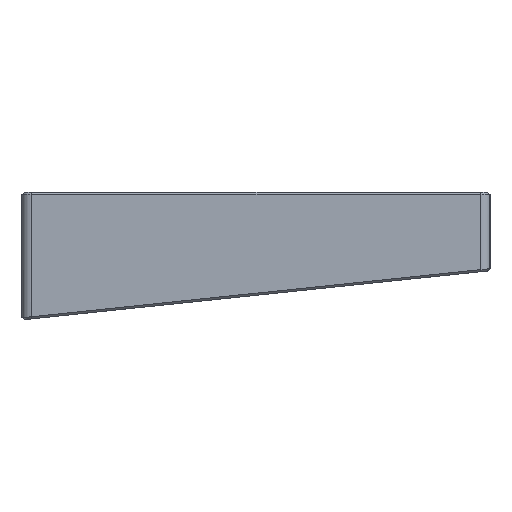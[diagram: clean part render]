
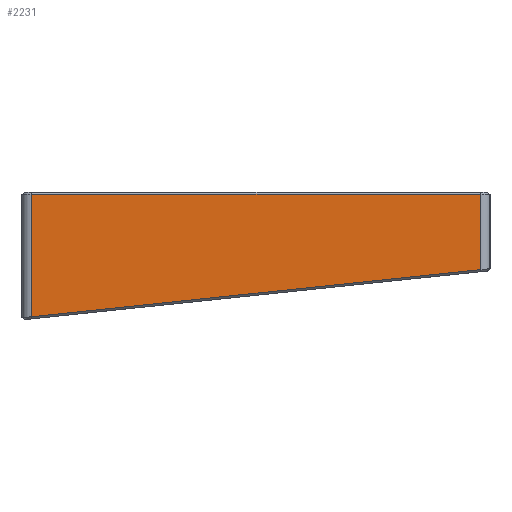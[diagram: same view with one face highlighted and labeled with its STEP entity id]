
A CAD part, left-side view. The second image highlights one B-rep face of the part: STEP entity #2231.
In plain terms, the highlighted planar face has unit normal (-1, 0, 0).
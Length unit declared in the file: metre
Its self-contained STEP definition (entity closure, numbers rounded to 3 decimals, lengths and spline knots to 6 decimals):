
#343=ORIENTED_EDGE('',*,*,#1008,.T.);
#344=ORIENTED_EDGE('',*,*,#1009,.T.);
#345=ORIENTED_EDGE('',*,*,#1010,.T.);
#346=ORIENTED_EDGE('',*,*,#1011,.T.);
#1008=EDGE_CURVE('',#1338,#1339,#1525,.F.);
#1009=EDGE_CURVE('',#1339,#1340,#1526,.T.);
#1010=EDGE_CURVE('',#1340,#1341,#1527,.T.);
#1011=EDGE_CURVE('',#1341,#1338,#1528,.T.);
#1338=VERTEX_POINT('',#3529);
#1339=VERTEX_POINT('',#3530);
#1340=VERTEX_POINT('',#3532);
#1341=VERTEX_POINT('',#3534);
#1525=LINE('',#3528,#1735);
#1526=LINE('',#3531,#1736);
#1527=LINE('',#3533,#1737);
#1528=LINE('',#3535,#1738);
#1735=VECTOR('',#2781,1.);
#1736=VECTOR('',#2782,1.);
#1737=VECTOR('',#2783,1.);
#1738=VECTOR('',#2784,1.);
#1881=EDGE_LOOP('',(#343,#344,#345,#346));
#2025=FACE_BOUND('',#1881,.T.);
#2170=PLANE('',#2415);
#2231=ADVANCED_FACE('',(#2025),#2170,.T.);
#2415=AXIS2_PLACEMENT_3D('',#3527,#2779,#2780);
#2779=DIRECTION('',(-1.,0.,0.));
#2780=DIRECTION('',(0.,0.,1.));
#2781=DIRECTION('',(0.,0.,1.));
#2782=DIRECTION('',(0.,-0.995,0.105));
#2783=DIRECTION('',(0.,0.,1.));
#2784=DIRECTION('',(0.,1.,0.));
#3527=CARTESIAN_POINT('',(-0.14785,0.,-0.000002));
#3528=CARTESIAN_POINT('',(-0.14785,0.05285,-0.000002));
#3529=CARTESIAN_POINT('',(-0.14785,0.05285,0.029547));
#3530=CARTESIAN_POINT('',(-0.14785,0.05285,0.000739));
#3531=CARTESIAN_POINT('',(-0.14785,0.000655,0.006225));
#3532=CARTESIAN_POINT('',(-0.14785,-0.05285,0.011849));
#3533=CARTESIAN_POINT('',(-0.14785,-0.05285,0.030047));
#3534=CARTESIAN_POINT('',(-0.14785,-0.05285,0.029547));
#3535=CARTESIAN_POINT('',(-0.14785,0.05285,0.029547));
